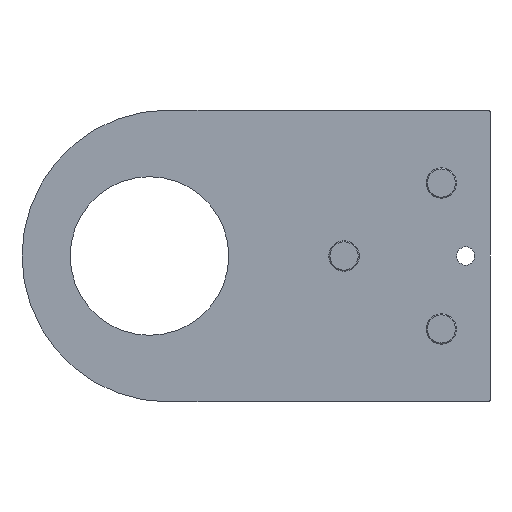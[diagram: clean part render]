
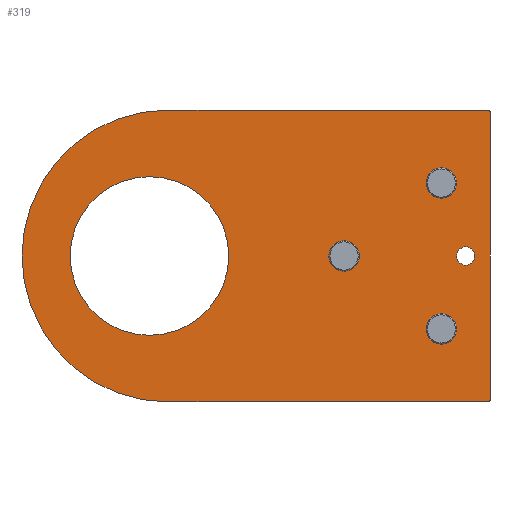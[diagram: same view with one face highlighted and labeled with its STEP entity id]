
A CAD part, left-side view. The second image highlights one B-rep face of the part: STEP entity #319.
In plain terms, the highlighted planar face has unit normal (-1, 0, 0).
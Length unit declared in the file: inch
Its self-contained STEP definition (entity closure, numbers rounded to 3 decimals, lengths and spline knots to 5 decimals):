
#6 = CARTESIAN_POINT ( 'NONE',  ( 0., 0., 0. ) ) ;
#8 = ORIENTED_EDGE ( 'NONE', *, *, #14, .T. ) ;
#14 = EDGE_CURVE ( 'NONE', #184, #184, #772, .T. ) ;
#30 = CIRCLE ( 'NONE', #31, 0.015 ) ;
#31 = AXIS2_PLACEMENT_3D ( 'NONE', #447, #701, #705 ) ;
#45 = AXIS2_PLACEMENT_3D ( 'NONE', #716, #662, #658 ) ;
#49 = CARTESIAN_POINT ( 'NONE',  ( 0., -2.155, 0. ) ) ;
#53 = VERTEX_POINT ( 'NONE', #360 ) ;
#54 = DIRECTION ( 'NONE',  ( 0., 0., -1. ) ) ;
#56 = VERTEX_POINT ( 'NONE', #62 ) ;
#57 = AXIS2_PLACEMENT_3D ( 'NONE', #6, #755, #54 ) ;
#62 = CARTESIAN_POINT ( 'NONE',  ( 0., -1.905, 0.594 ) ) ;
#63 = DIRECTION ( 'NONE',  ( 1., 0., 0. ) ) ;
#82 = ORIENTED_EDGE ( 'NONE', *, *, #434, .T. ) ;
#86 = EDGE_CURVE ( 'NONE', #781, #459, #271, .T. ) ;
#88 = EDGE_LOOP ( 'NONE', ( #687 ) ) ;
#108 = VERTEX_POINT ( 'NONE', #394 ) ;
#110 = AXIS2_PLACEMENT_3D ( 'NONE', #483, #600, #538 ) ;
#112 = AXIS2_PLACEMENT_3D ( 'NONE', #49, #593, #232 ) ;
#115 = EDGE_LOOP ( 'NONE', ( #82 ) ) ;
#117 = DIRECTION ( 'NONE',  ( 1., 0., 0. ) ) ;
#124 = CIRCLE ( 'NONE', #401, 0.156 ) ;
#127 = EDGE_LOOP ( 'NONE', ( #170 ) ) ;
#138 = CARTESIAN_POINT ( 'NONE',  ( 0., 0.905, 1.5 ) ) ;
#140 = VERTEX_POINT ( 'NONE', #144 ) ;
#144 = CARTESIAN_POINT ( 'NONE',  ( 0., -2.155, -0.094 ) ) ;
#148 = LINE ( 'NONE', #450, #532 ) ;
#149 = CARTESIAN_POINT ( 'NONE',  ( 0., 0., -1.5 ) ) ;
#153 = EDGE_CURVE ( 'NONE', #407, #781, #278, .T. ) ;
#157 = CIRCLE ( 'NONE', #110, 0.156 ) ;
#170 = ORIENTED_EDGE ( 'NONE', *, *, #726, .T. ) ;
#184 = VERTEX_POINT ( 'NONE', #686 ) ;
#186 = CIRCLE ( 'NONE', #45, 0.815 ) ;
#209 = FACE_BOUND ( 'NONE', #88, .T. ) ;
#231 = EDGE_LOOP ( 'NONE', ( #678, #490, #650, #742, #586, #444 ) ) ;
#232 = DIRECTION ( 'NONE',  ( 0., 0., -1. ) ) ;
#262 = DIRECTION ( 'NONE',  ( 0., 0., -1. ) ) ;
#271 = CIRCLE ( 'NONE', #386, 1.5 ) ;
#278 = LINE ( 'NONE', #149, #639 ) ;
#283 = FACE_BOUND ( 'NONE', #127, .T. ) ;
#319 = ADVANCED_FACE ( 'NONE', ( #340, #283, #508, #528, #209, #455 ), #711, .F. ) ;
#321 = DIRECTION ( 'NONE',  ( 1., 0., 0. ) ) ;
#329 = DIRECTION ( 'NONE',  ( 0., 0., -1. ) ) ;
#340 = FACE_BOUND ( 'NONE', #497, .T. ) ;
#343 = EDGE_CURVE ( 'NONE', #56, #56, #157, .T. ) ;
#351 = CIRCLE ( 'NONE', #112, 0.094 ) ;
#360 = CARTESIAN_POINT ( 'NONE',  ( 0., -1.905, -0.906 ) ) ;
#361 = DIRECTION ( 'NONE',  ( 0., 0., -1. ) ) ;
#386 = AXIS2_PLACEMENT_3D ( 'NONE', #634, #764, #262 ) ;
#393 = EDGE_CURVE ( 'NONE', #486, #108, #740, .T. ) ;
#394 = CARTESIAN_POINT ( 'NONE',  ( 0., -2.405, -1.485 ) ) ;
#401 = AXIS2_PLACEMENT_3D ( 'NONE', #673, #117, #361 ) ;
#407 = VERTEX_POINT ( 'NONE', #800 ) ;
#434 = EDGE_CURVE ( 'NONE', #53, #53, #124, .T. ) ;
#444 = ORIENTED_EDGE ( 'NONE', *, *, #153, .F. ) ;
#447 = CARTESIAN_POINT ( 'NONE',  ( 0., -2.39, -1.485 ) ) ;
#450 = CARTESIAN_POINT ( 'NONE',  ( 0., 0., 1.5 ) ) ;
#455 = FACE_OUTER_BOUND ( 'NONE', #231, .T. ) ;
#457 = CARTESIAN_POINT ( 'NONE',  ( 0., -2.405, 1.485 ) ) ;
#459 = VERTEX_POINT ( 'NONE', #138 ) ;
#475 = CARTESIAN_POINT ( 'NONE',  ( 0., -2.39, 1.5 ) ) ;
#476 = EDGE_CURVE ( 'NONE', #459, #749, #148, .T. ) ;
#483 = CARTESIAN_POINT ( 'NONE',  ( 0., -1.905, 0.75 ) ) ;
#484 = EDGE_LOOP ( 'NONE', ( #8 ) ) ;
#486 = VERTEX_POINT ( 'NONE', #457 ) ;
#490 = ORIENTED_EDGE ( 'NONE', *, *, #393, .F. ) ;
#497 = EDGE_LOOP ( 'NONE', ( #797 ) ) ;
#508 = FACE_BOUND ( 'NONE', #484, .T. ) ;
#509 = EDGE_CURVE ( 'NONE', #749, #486, #559, .T. ) ;
#528 = FACE_BOUND ( 'NONE', #115, .T. ) ;
#532 = VECTOR ( 'NONE', #571, 39.37008 ) ;
#538 = DIRECTION ( 'NONE',  ( 0., 0., -1. ) ) ;
#549 = EDGE_CURVE ( 'NONE', #108, #407, #30, .T. ) ;
#551 = CARTESIAN_POINT ( 'NONE',  ( 0., 1.095, -0.815 ) ) ;
#559 = CIRCLE ( 'NONE', #667, 0.015 ) ;
#567 = CARTESIAN_POINT ( 'NONE',  ( 0., -0.905, 0. ) ) ;
#571 = DIRECTION ( 'NONE',  ( 0., -1., 0. ) ) ;
#586 = ORIENTED_EDGE ( 'NONE', *, *, #86, .F. ) ;
#593 = DIRECTION ( 'NONE',  ( 1., 0., 0. ) ) ;
#598 = AXIS2_PLACEMENT_3D ( 'NONE', #567, #63, #756 ) ;
#600 = DIRECTION ( 'NONE',  ( 1., 0., 0. ) ) ;
#634 = CARTESIAN_POINT ( 'NONE',  ( 0., 0.905, 0. ) ) ;
#639 = VECTOR ( 'NONE', #644, 39.37008 ) ;
#644 = DIRECTION ( 'NONE',  ( 0., 1., 0. ) ) ;
#650 = ORIENTED_EDGE ( 'NONE', *, *, #509, .F. ) ;
#658 = DIRECTION ( 'NONE',  ( 0., 0., -1. ) ) ;
#662 = DIRECTION ( 'NONE',  ( 1., 0., 0. ) ) ;
#667 = AXIS2_PLACEMENT_3D ( 'NONE', #767, #321, #329 ) ;
#673 = CARTESIAN_POINT ( 'NONE',  ( 0., -1.905, -0.75 ) ) ;
#677 = CARTESIAN_POINT ( 'NONE',  ( 0., -2.405, 0. ) ) ;
#678 = ORIENTED_EDGE ( 'NONE', *, *, #549, .F. ) ;
#686 = CARTESIAN_POINT ( 'NONE',  ( 0., -0.905, -0.156 ) ) ;
#687 = ORIENTED_EDGE ( 'NONE', *, *, #343, .T. ) ;
#688 = VERTEX_POINT ( 'NONE', #551 ) ;
#699 = EDGE_CURVE ( 'NONE', #688, #688, #186, .T. ) ;
#701 = DIRECTION ( 'NONE',  ( 1., 0., 0. ) ) ;
#705 = DIRECTION ( 'NONE',  ( 0., 0., -1. ) ) ;
#707 = VECTOR ( 'NONE', #792, 39.37008 ) ;
#711 = PLANE ( 'NONE',  #57 ) ;
#716 = CARTESIAN_POINT ( 'NONE',  ( 0., 1.095, 0. ) ) ;
#726 = EDGE_CURVE ( 'NONE', #140, #140, #351, .T. ) ;
#740 = LINE ( 'NONE', #677, #707 ) ;
#742 = ORIENTED_EDGE ( 'NONE', *, *, #476, .F. ) ;
#743 = CARTESIAN_POINT ( 'NONE',  ( 0., 0.905, -1.5 ) ) ;
#749 = VERTEX_POINT ( 'NONE', #475 ) ;
#755 = DIRECTION ( 'NONE',  ( 1., 0., 0. ) ) ;
#756 = DIRECTION ( 'NONE',  ( 0., 0., -1. ) ) ;
#764 = DIRECTION ( 'NONE',  ( 1., 0., 0. ) ) ;
#767 = CARTESIAN_POINT ( 'NONE',  ( 0., -2.39, 1.485 ) ) ;
#772 = CIRCLE ( 'NONE', #598, 0.156 ) ;
#781 = VERTEX_POINT ( 'NONE', #743 ) ;
#792 = DIRECTION ( 'NONE',  ( 0., 0., -1. ) ) ;
#797 = ORIENTED_EDGE ( 'NONE', *, *, #699, .T. ) ;
#800 = CARTESIAN_POINT ( 'NONE',  ( 0., -2.39, -1.5 ) ) ;
